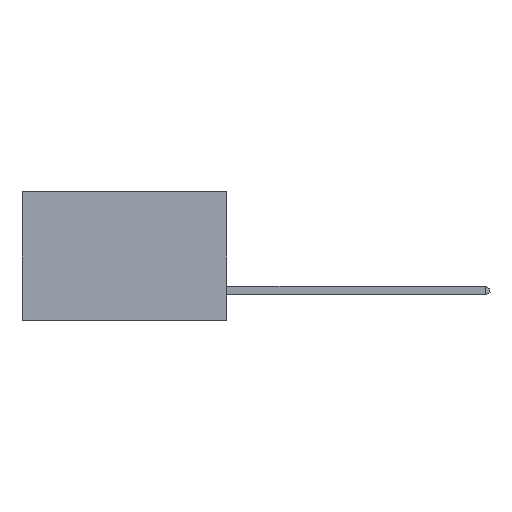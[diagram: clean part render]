
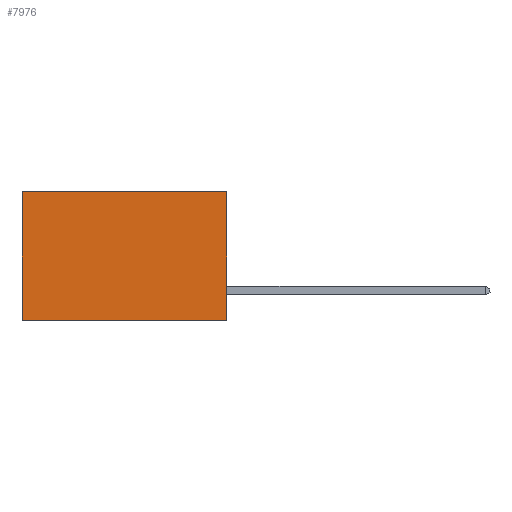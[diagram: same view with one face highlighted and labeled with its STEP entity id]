
A CAD part, left-side view. The second image highlights one B-rep face of the part: STEP entity #7976.
In plain terms, the highlighted planar face has unit normal (-1, 0, 0).
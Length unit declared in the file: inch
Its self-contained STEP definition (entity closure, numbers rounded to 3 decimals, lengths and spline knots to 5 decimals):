
#249 = VERTEX_POINT ( 'NONE', #1930 ) ;
#399 = FACE_OUTER_BOUND ( 'NONE', #3566, .T. ) ;
#570 = VERTEX_POINT ( 'NONE', #8027 ) ;
#859 = EDGE_CURVE ( 'NONE', #6136, #249, #7341, .T. ) ;
#1095 = VECTOR ( 'NONE', #8924, 39.37008 ) ;
#1167 = CARTESIAN_POINT ( 'NONE',  ( 0.277, 0., -0.37 ) ) ;
#1364 = AXIS2_PLACEMENT_3D ( 'NONE', #1167, #2844, #2939 ) ;
#1930 = CARTESIAN_POINT ( 'NONE',  ( 0.277, 0., -0.37 ) ) ;
#2094 = CARTESIAN_POINT ( 'NONE',  ( 0.277, 0., 0. ) ) ;
#2448 = VECTOR ( 'NONE', #6715, 39.37008 ) ;
#2844 = DIRECTION ( 'NONE',  ( 1., 0., 0. ) ) ;
#2939 = DIRECTION ( 'NONE',  ( 0., 0., -1. ) ) ;
#2970 = PLANE ( 'NONE',  #1364 ) ;
#3566 = EDGE_LOOP ( 'NONE', ( #7381, #7369, #7282, #7213 ) ) ;
#3882 = LINE ( 'NONE', #9737, #1095 ) ;
#4016 = EDGE_CURVE ( 'NONE', #249, #570, #6000, .T. ) ;
#4487 = VECTOR ( 'NONE', #9067, 39.37008 ) ;
#4624 = CARTESIAN_POINT ( 'NONE',  ( 0.277, 0.59, 0. ) ) ;
#5721 = EDGE_CURVE ( 'NONE', #6136, #9254, #9242, .T. ) ;
#5921 = DIRECTION ( 'NONE',  ( 0., 1., 0. ) ) ;
#6000 = LINE ( 'NONE', #10152, #8627 ) ;
#6136 = VERTEX_POINT ( 'NONE', #2094 ) ;
#6715 = DIRECTION ( 'NONE',  ( 0., 0., -1. ) ) ;
#7213 = ORIENTED_EDGE ( 'NONE', *, *, #5721, .T. ) ;
#7282 = ORIENTED_EDGE ( 'NONE', *, *, #859, .F. ) ;
#7341 = LINE ( 'NONE', #9093, #2448 ) ;
#7369 = ORIENTED_EDGE ( 'NONE', *, *, #4016, .F. ) ;
#7381 = ORIENTED_EDGE ( 'NONE', *, *, #9442, .T. ) ;
#7976 = ADVANCED_FACE ( 'NONE', ( #399 ), #2970, .F. ) ;
#8027 = CARTESIAN_POINT ( 'NONE',  ( 0.277, 0.59, -0.37 ) ) ;
#8627 = VECTOR ( 'NONE', #5921, 39.37008 ) ;
#8924 = DIRECTION ( 'NONE',  ( 0., 0., -1. ) ) ;
#9067 = DIRECTION ( 'NONE',  ( 0., 1., 0. ) ) ;
#9093 = CARTESIAN_POINT ( 'NONE',  ( 0.277, 0., -0.37 ) ) ;
#9141 = CARTESIAN_POINT ( 'NONE',  ( 0.277, 0., 0. ) ) ;
#9242 = LINE ( 'NONE', #9141, #4487 ) ;
#9254 = VERTEX_POINT ( 'NONE', #4624 ) ;
#9442 = EDGE_CURVE ( 'NONE', #9254, #570, #3882, .T. ) ;
#9737 = CARTESIAN_POINT ( 'NONE',  ( 0.277, 0.59, -0.37 ) ) ;
#10152 = CARTESIAN_POINT ( 'NONE',  ( 0.277, 0., -0.37 ) ) ;
